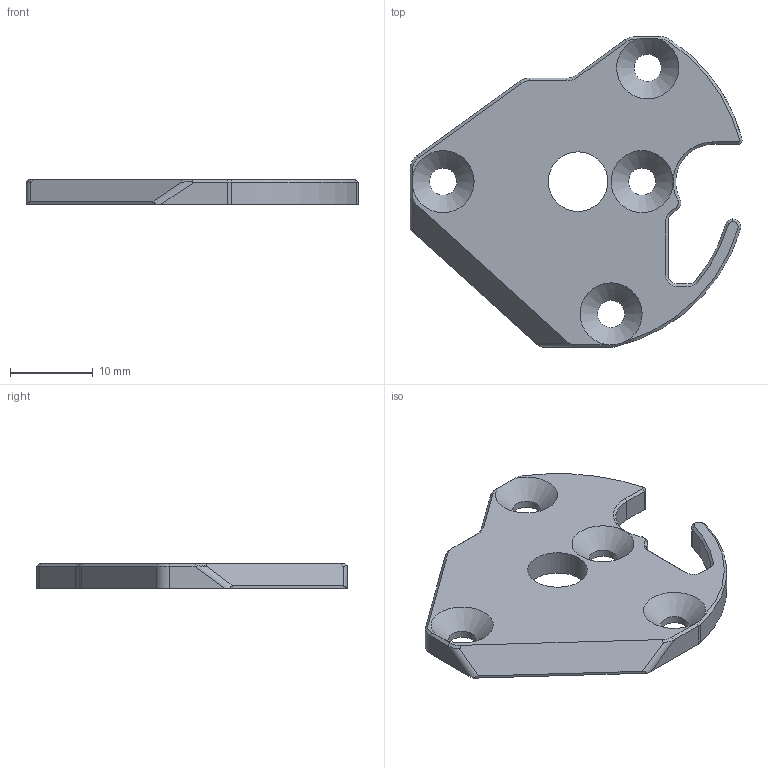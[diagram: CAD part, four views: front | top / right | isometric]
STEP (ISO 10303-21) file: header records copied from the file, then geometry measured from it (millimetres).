
FILE_DESCRIPTION(/* description */ ('STEP AP242','CAx-IF Rec.Pracs.---Representation and Presentation of Product Manufacturing Information (PMI)---4.0---2014-10-13','CAx-IF Rec.Pracs.---3D Tessellated Geometry---0.4---2014-09-14','2;1'),/* implementation_level */ '2;1');
FILE_NAME(/* name */ '3dc758d3-2778-48ce-a6dc-dbb849a3316c',/* time_stamp */ '2024-11-21T10:41:25Z',/* author */ (''),/* organization */ (''),/* preprocessor_version */ 'ST-DEVELOPER v20',/* originating_system */ 'ONSHAPE BY PTC INC, 1.189',/* authorisation */ ' ');
FILE_SCHEMA (('AP242_MANAGED_MODEL_BASED_3D_ENGINEERING_MIM_LF { 1 0 10303 442 1 1 4 }'));
Length unit declared in the file: metre
Products named in the file (1): Díl3^A760-920
Bounding box: 40.12 x 37.5 x 3 mm (x, y, z)
Volume: 2075.9 mm3; surface area: 2493.8 mm2
Topology: 1 solids, 1 shells, 98 faces, 265 edges, 165 vertices
Faces by surface type: cylinder 38, plane 36, cone 23, bspline 1
Full cylindrical faces by diameter (mm): 3.3 x4, 7.2 x1
Entity records: 3086 total; most frequent: CARTESIAN_POINT 590, DIRECTION 539, ORIENTED_EDGE 506, EDGE_CURVE 253, AXIS2_PLACEMENT_3D 204, VERTEX_POINT 162, LINE 131, VECTOR 131
